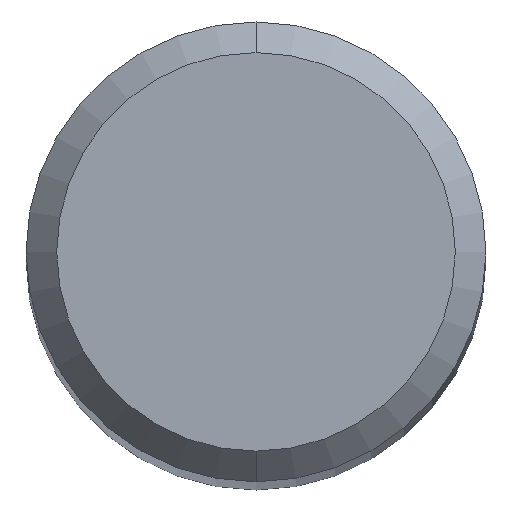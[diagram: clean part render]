
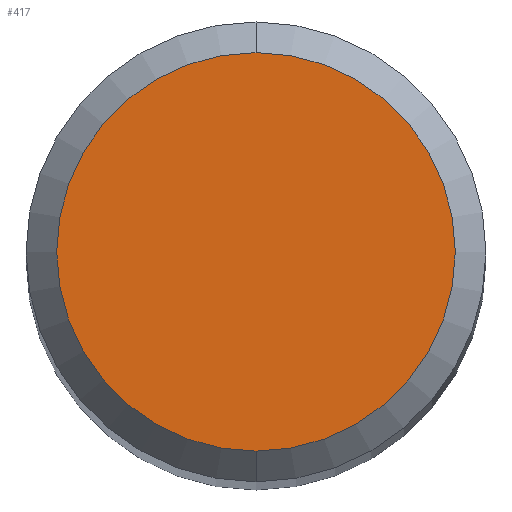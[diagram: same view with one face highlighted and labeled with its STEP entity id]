
A CAD part, top view. The second image highlights one B-rep face of the part: STEP entity #417.
In plain terms, the highlighted planar face has unit normal (0, 0, 1).
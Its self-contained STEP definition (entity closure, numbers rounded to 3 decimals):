
#417=ADVANCED_FACE('',(#983),#984,.T.);
#547=EDGE_CURVE('',#581,#831,#1130,.T.);
#581=VERTEX_POINT('',#1165);
#589=EDGE_CURVE('',#831,#581,#1173,.T.);
#831=VERTEX_POINT('',#1438);
#983=FACE_OUTER_BOUND('',#1746,.T.);
#984=PLANE('',#1747);
#1130=CIRCLE('',#2567,2.6);
#1165=CARTESIAN_POINT('',(0.,-2.6,0.0));
#1173=CIRCLE('',#2723,2.6);
#1438=CARTESIAN_POINT('',(0.0,2.6,0.0));
#1746=EDGE_LOOP('',(#4268,#4269));
#1747=AXIS2_PLACEMENT_3D('',#4270,#4271,#4272);
#2567=AXIS2_PLACEMENT_3D('',#4487,#4488,#4489);
#2723=AXIS2_PLACEMENT_3D('',#4510,#4511,#4512);
#4268=ORIENTED_EDGE('',*,*,#589,.F.);
#4269=ORIENTED_EDGE('',*,*,#547,.F.);
#4270=CARTESIAN_POINT('',(0.0,1.3,0.0));
#4271=DIRECTION('',(-0.0,0.0,1.0));
#4272=DIRECTION('',(0.0,-1.0,0.0));
#4487=CARTESIAN_POINT('',(0.0,0.0,0.0));
#4488=DIRECTION('',(0.0,0.0,-1.0));
#4489=DIRECTION('',(0.0,1.0,0.0));
#4510=CARTESIAN_POINT('',(0.0,0.0,0.0));
#4511=DIRECTION('',(0.0,0.0,-1.0));
#4512=DIRECTION('',(0.0,1.0,0.0));
